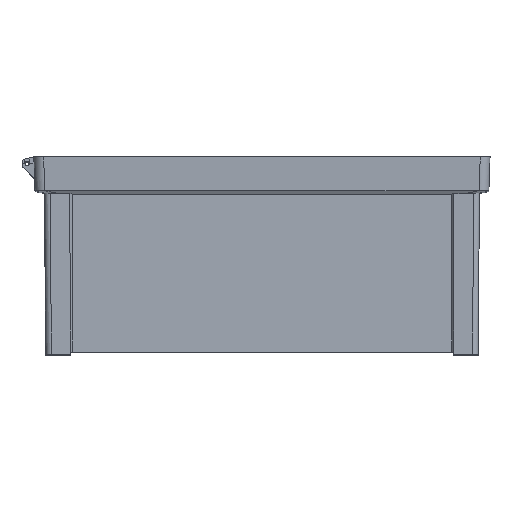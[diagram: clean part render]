
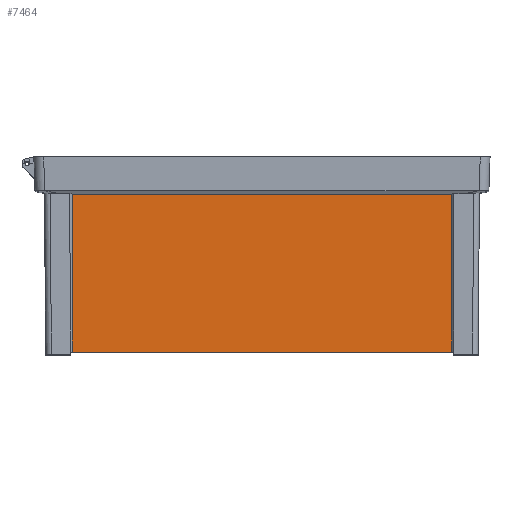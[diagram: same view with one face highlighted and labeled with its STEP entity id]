
A CAD part, top view. The second image highlights one B-rep face of the part: STEP entity #7464.
In plain terms, the highlighted planar face has unit normal (0, -0.009, 1).
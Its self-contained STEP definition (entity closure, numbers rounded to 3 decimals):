
#777 = DIRECTION ( 'NONE',  ( -1., 0., 0. ) ) ;
#2896 = DIRECTION ( 'NONE',  ( 0., -0.009, 1. ) ) ;
#3032 = EDGE_CURVE ( 'NONE', #18497, #12624, #5360, .T. ) ;
#3102 = ORIENTED_EDGE ( 'NONE', *, *, #10971, .T. ) ;
#3811 = CARTESIAN_POINT ( 'NONE',  ( 184.071, -189.4, 257.647 ) ) ;
#4101 = CARTESIAN_POINT ( 'NONE',  ( -184.071, -189.4, 257.647 ) ) ;
#5252 = DIRECTION ( 'NONE',  ( 0.001, 1., 0.009 ) ) ;
#5305 = DIRECTION ( 'NONE',  ( -0.001, 1., 0.009 ) ) ;
#5309 = CARTESIAN_POINT ( 'NONE',  ( -184.071, -189.4, 257.647 ) ) ;
#5360 = LINE ( 'NONE', #5309, #5926 ) ;
#5449 = EDGE_CURVE ( 'NONE', #19411, #12624, #27067, .T. ) ;
#5918 = DIRECTION ( 'NONE',  ( 0., -1., -0.009 ) ) ;
#5926 = VECTOR ( 'NONE', #5305, 1000. ) ;
#6250 = CARTESIAN_POINT ( 'NONE',  ( 184.211, -36.14, 258.985 ) ) ;
#6857 = LINE ( 'NONE', #3811, #24087 ) ;
#7464 = ADVANCED_FACE ( 'NONE', ( #16324 ), #11200, .T. ) ;
#8281 = CARTESIAN_POINT ( 'NONE',  ( 184.071, -189.4, 257.647 ) ) ;
#9228 = DIRECTION ( 'NONE',  ( -1., 0., 0. ) ) ;
#9551 = CARTESIAN_POINT ( 'NONE',  ( -184.211, -36.14, 258.985 ) ) ;
#10971 = EDGE_CURVE ( 'NONE', #23048, #19411, #11264, .T. ) ;
#11200 = PLANE ( 'NONE',  #15975 ) ;
#11264 = LINE ( 'NONE', #8281, #18310 ) ;
#12624 = VERTEX_POINT ( 'NONE', #9551 ) ;
#15973 = ORIENTED_EDGE ( 'NONE', *, *, #5449, .T. ) ;
#15975 = AXIS2_PLACEMENT_3D ( 'NONE', #29025, #2896, #5918 ) ;
#16324 = FACE_OUTER_BOUND ( 'NONE', #24080, .T. ) ;
#18310 = VECTOR ( 'NONE', #5252, 1000. ) ;
#18497 = VERTEX_POINT ( 'NONE', #4101 ) ;
#19411 = VERTEX_POINT ( 'NONE', #20209 ) ;
#20209 = CARTESIAN_POINT ( 'NONE',  ( 184.211, -36.14, 258.985 ) ) ;
#21272 = CARTESIAN_POINT ( 'NONE',  ( 184.071, -189.4, 257.647 ) ) ;
#23048 = VERTEX_POINT ( 'NONE', #21272 ) ;
#24080 = EDGE_LOOP ( 'NONE', ( #3102, #15973, #24193, #28813 ) ) ;
#24087 = VECTOR ( 'NONE', #777, 1000. ) ;
#24193 = ORIENTED_EDGE ( 'NONE', *, *, #3032, .F. ) ;
#26242 = VECTOR ( 'NONE', #9228, 1000. ) ;
#27067 = LINE ( 'NONE', #6250, #26242 ) ;
#27407 = EDGE_CURVE ( 'NONE', #23048, #18497, #6857, .T. ) ;
#28813 = ORIENTED_EDGE ( 'NONE', *, *, #27407, .F. ) ;
#29025 = CARTESIAN_POINT ( 'NONE',  ( 158.1, 0., 259.3 ) ) ;
